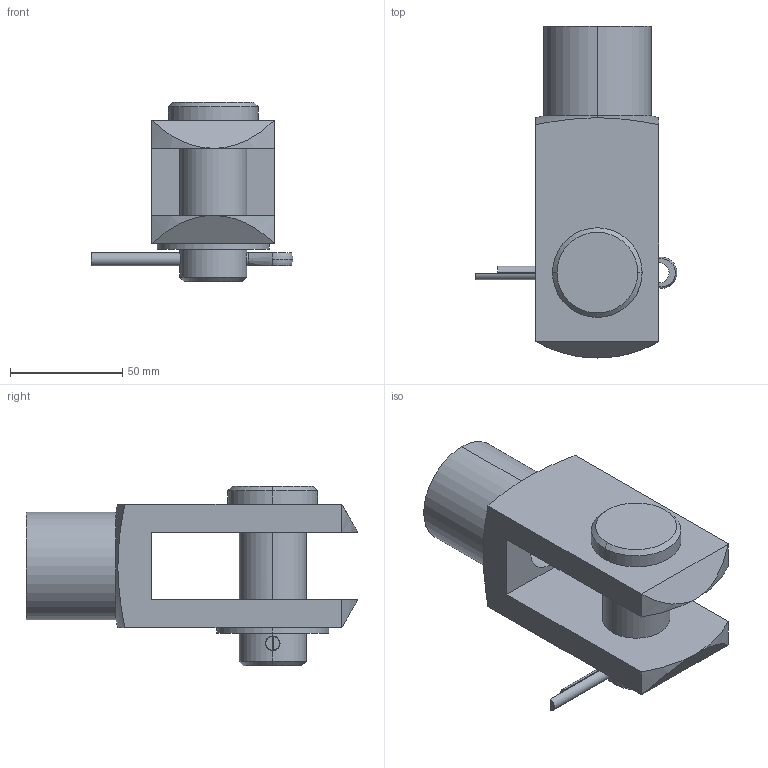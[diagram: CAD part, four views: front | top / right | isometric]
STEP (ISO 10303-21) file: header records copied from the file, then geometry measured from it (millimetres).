
FILE_DESCRIPTION (( 'STEP AP214' ), '1' );
FILE_NAME ('RD001397_SP.STEP', '2018-01-09T12:39:10', ( '' ), ( '' ), 'SwSTEP 2.0', 'SolidWorks 2018', '' );
FILE_SCHEMA (( 'AUTOMOTIVE_DESIGN' ));
Length unit declared in the file: millimetre
Products named in the file (1): RD001397_SP
Bounding box: 90 x 148 x 80 mm (x, y, z)
Volume: 259648.8 mm3; surface area: 58106.1 mm2
Topology: 4 solids, 4 shells, 58 faces, 142 edges, 91 vertices
Faces by surface type: cylinder 25, plane 23, cone 8, sphere 2
Entity records: 2685 total; most frequent: CARTESIAN_POINT 590, DIRECTION 296, ORIENTED_EDGE 284, EDGE_CURVE 142, AXIS2_PLACEMENT_3D 117, VERTEX_POINT 91, EDGE_LOOP 67, UNCERTAINTY_MEASURE_WITH_UNIT 64
